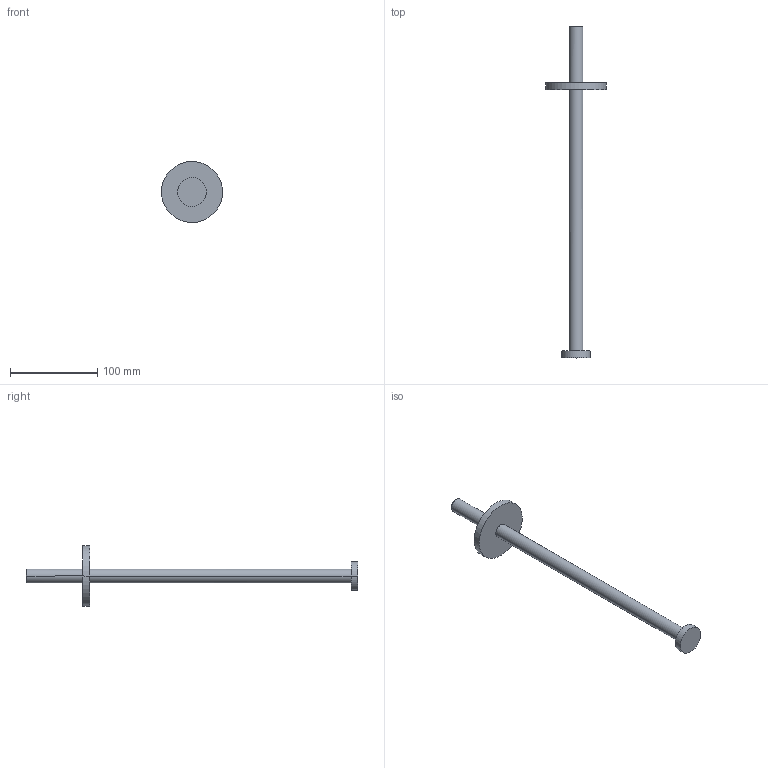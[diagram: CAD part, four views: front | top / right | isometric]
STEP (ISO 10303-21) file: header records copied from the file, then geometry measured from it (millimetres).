
FILE_DESCRIPTION(/* description */ (''),/* implementation_level */ '2;1');
FILE_NAME(/* name */ 'P9',/* time_stamp */ '2017-08-10T10:20:08+02:00',/* author */ (''),/* organization */ (''),/* preprocessor_version */ 'ST-DEVELOPER v15',/* originating_system */ '',/* authorisation */ '');
FILE_SCHEMA (('CONFIG_CONTROL_DESIGN'));
Length unit declared in the file: millimetre
Products named in the file (1): Document
Bounding box: 70 x 381 x 69.94 mm (x, y, z)
Volume: 111103.7 mm3; surface area: 29943.8 mm2
Topology: 1 solids, 1 shells, 15 faces, 32 edges, 22 vertices
Faces by surface type: bspline 10, plane 5
Entity records: 609 total; most frequent: CARTESIAN_POINT 323, ORIENTED_EDGE 64, EDGE_CURVE 32, VERTEX_POINT 22, EDGE_LOOP 18, ADVANCED_FACE 15, FACE_OUTER_BOUND 15, B_SPLINE_CURVE_WITH_KNOTS 10
